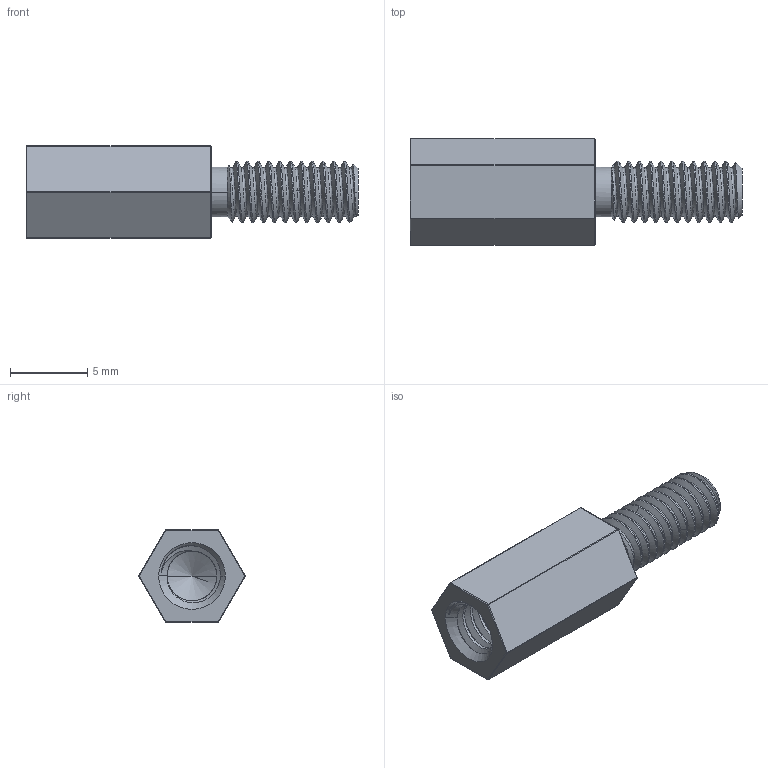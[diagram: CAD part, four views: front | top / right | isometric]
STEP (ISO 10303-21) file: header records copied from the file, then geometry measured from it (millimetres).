
FILE_DESCRIPTION((''),'2;1');
FILE_NAME('MALE_FEMALE_STANDOFF','2024-12-23T22:51:58',('Administrator'),(''),'CREO PARAMETRIC BY PTC INC, 2020414','CREO PARAMETRIC BY PTC INC, 2020414','');
FILE_SCHEMA(('AUTOMOTIVE_DESIGN { 1 0 10303 214 1 1 1 1 }'));
Length unit declared in the file: millimetre
Products named in the file (1): MALE_FEMALE_STANDOFF
Bounding box: 21.53 x 6.91 x 6 mm (x, y, z)
Volume: 381.3 mm3; surface area: 625.6 mm2
Topology: 1 solids, 1 shells, 117 faces, 299 edges, 197 vertices
Faces by surface type: cylinder 63, bspline 24, sphere 12, plane 11, cone 7
Entity records: 12002 total; most frequent: CARTESIAN_POINT 8371, ORIENTED_EDGE 576, DIRECTION 397, PRESENTATION_STYLE_ASSIGNMENT 299, STYLED_ITEM 299, CURVE_STYLE 298, EDGE_CURVE 288, VERTEX_POINT 176
